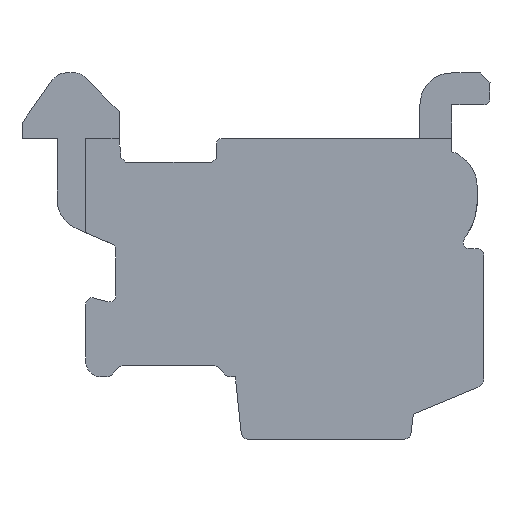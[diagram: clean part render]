
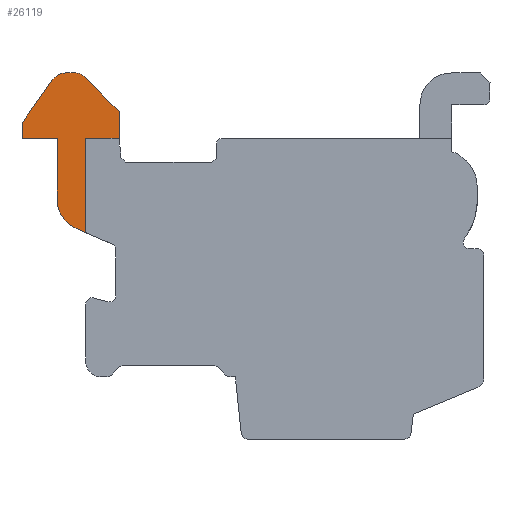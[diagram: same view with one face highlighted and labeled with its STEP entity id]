
A CAD part, front view. The second image highlights one B-rep face of the part: STEP entity #26119.
In plain terms, the highlighted planar face has unit normal (0, -1, 0).
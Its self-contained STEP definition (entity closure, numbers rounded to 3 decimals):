
#347=DIRECTION('',(0.916,0.,-0.401));
#348=VECTOR('',#347,0.328);
#349=CARTESIAN_POINT('',(-5.671,-112.9,
0.645));
#350=LINE('',#349,#348);
#6959=DIRECTION('',(-1.,0.,0.));
#6960=VECTOR('',#6959,1.1);
#6961=CARTESIAN_POINT('',(-6.27,-112.9,
3.476));
#6962=LINE('',#6961,#6960);
#7235=DIRECTION('',(0.,0.,1.));
#7236=VECTOR('',#7235,1.914);
#7237=CARTESIAN_POINT('',(-6.27,-112.9,
1.561));
#7238=LINE('',#7237,#7236);
#7553=CARTESIAN_POINT('',(-5.27,-112.9,
1.561));
#7554=DIRECTION('',(0.,1.,0.));
#7555=DIRECTION('',(-0.401,0.,-0.916));
#7556=AXIS2_PLACEMENT_3D('',#7553,#7554,#7555);
#7601=DIRECTION('',(0.,0.,-1.));
#7602=VECTOR('',#7601,0.845);
#7603=CARTESIAN_POINT('',(-4.32,-112.9,
4.32));
#7604=LINE('',#7603,#7602);
#8590=DIRECTION('',(0.,0.,1.));
#8591=VECTOR('',#8590,2.963);
#8592=CARTESIAN_POINT('',(-5.37,-112.9,
0.513));
#8593=LINE('',#8592,#8591);
#8598=CARTESIAN_POINT('',(-4.32,-112.9,
3.476));
#8599=CARTESIAN_POINT('',(-4.67,-112.9,
3.476));
#8600=CARTESIAN_POINT('',(-5.02,-112.9,
3.477));
#8601=CARTESIAN_POINT('',(-5.37,-112.9,
3.477));
#8855=DIRECTION('',(0.,0.,1.));
#8856=VECTOR('',#8855,0.475);
#8857=CARTESIAN_POINT('',(-7.37,-112.9,
3.475));
#8858=LINE('',#8857,#8856);
#9131=DIRECTION('',(0.575,0.,0.818));
#9132=VECTOR('',#9131,1.666);
#9133=CARTESIAN_POINT('',(-7.37,-112.9,
3.95));
#9134=LINE('',#9133,#9132);
#9449=CARTESIAN_POINT('',(-6.003,-112.9,
5.025));
#9450=DIRECTION('',(0.,1.,0.));
#9451=DIRECTION('',(-0.818,0.,0.575));
#9452=AXIS2_PLACEMENT_3D('',#9449,#9450,#9451);
#9729=DIRECTION('',(1.,0.,0.));
#9730=VECTOR('',#9729,0.312);
#9731=CARTESIAN_POINT('',(-6.003,-112.9,
5.525));
#9732=LINE('',#9731,#9730);
#10047=CARTESIAN_POINT('',(-5.691,-112.9,
5.125));
#10048=DIRECTION('',(0.,1.,0.));
#10049=DIRECTION('',(0.,0.,1.));
#10050=AXIS2_PLACEMENT_3D('',#10047,#10048,#10049);
#10327=DIRECTION('',(0.707,0.,-0.707));
#10328=VECTOR('',#10327,1.538);
#10329=CARTESIAN_POINT('',(-5.408,-112.9,
5.408));
#10330=LINE('',#10329,#10328);
#13597=CARTESIAN_POINT('',(-7.37,-112.9,
3.475));
#13598=CARTESIAN_POINT('',(-7.37,-112.9,
3.95));
#13599=VERTEX_POINT('',#13597);
#13600=VERTEX_POINT('',#13598);
#13601=CARTESIAN_POINT('',(-6.412,-112.9,
5.313));
#13602=VERTEX_POINT('',#13601);
#13603=CARTESIAN_POINT('',(-6.003,-112.9,
5.525));
#13604=VERTEX_POINT('',#13603);
#13605=CARTESIAN_POINT('',(-5.691,-112.9,
5.525));
#13606=VERTEX_POINT('',#13605);
#13607=CARTESIAN_POINT('',(-5.408,-112.9,
5.408));
#13608=VERTEX_POINT('',#13607);
#13609=CARTESIAN_POINT('',(-4.32,-112.9,
4.32));
#13610=VERTEX_POINT('',#13609);
#13611=CARTESIAN_POINT('',(-4.32,-112.9,
3.476));
#13612=VERTEX_POINT('',#13611);
#15465=CARTESIAN_POINT('',(-5.671,-112.9,
0.645));
#15466=CARTESIAN_POINT('',(-5.37,-112.9,
0.513));
#15467=VERTEX_POINT('',#15465);
#15468=VERTEX_POINT('',#15466);
#15471=CARTESIAN_POINT('',(-6.27,-112.9,
1.561));
#15472=VERTEX_POINT('',#15471);
#15473=CARTESIAN_POINT('',(-6.27,-112.9,
3.476));
#15474=VERTEX_POINT('',#15473);
#15475=CARTESIAN_POINT('',(-5.37,-112.9,
3.477));
#15477=VERTEX_POINT('',#15475);
#26093=CARTESIAN_POINT('',(7.33,-112.9,
3.475));
#26094=DIRECTION('',(0.,1.,0.));
#26095=DIRECTION('',(0.,0.,1.));
#26096=AXIS2_PLACEMENT_3D('',#26093,#26094,#26095);
#26097=PLANE('',#26096);
#26098=ORIENTED_EDGE('',*,*,#21508,.T.);
#26099=ORIENTED_EDGE('',*,*,#26069,.F.);
#26100=ORIENTED_EDGE('',*,*,#15761,.F.);
#26101=ORIENTED_EDGE('',*,*,#25376,.T.);
#26102=ORIENTED_EDGE('',*,*,#25057,.T.);
#26103=ORIENTED_EDGE('',*,*,#24715,.T.);
#26105=ORIENTED_EDGE('',*,*,#26104,.T.);
#26107=ORIENTED_EDGE('',*,*,#26106,.T.);
#26109=ORIENTED_EDGE('',*,*,#26108,.T.);
#26111=ORIENTED_EDGE('',*,*,#26110,.T.);
#26113=ORIENTED_EDGE('',*,*,#26112,.T.);
#26115=ORIENTED_EDGE('',*,*,#26114,.T.);
#26116=ORIENTED_EDGE('',*,*,#25470,.T.);
#26117=EDGE_LOOP('',(#26098,#26099,#26100,#26101,#26102,#26103,#26105,#26107,
#26109,#26111,#26113,#26115,#26116));
#26118=FACE_OUTER_BOUND('',#26117,.F.);
#26119=ADVANCED_FACE('',(#26118),#26097,.F.);
#7557=CIRCLE('',#7556,1.);
#8602=B_SPLINE_CURVE_WITH_KNOTS('',3,(#8598,#8599,#8600,#8601),.UNSPECIFIED.,
.F.,.F.,(4,4),(0.,1.),.UNSPECIFIED.);
#9453=CIRCLE('',#9452,0.5);
#10051=CIRCLE('',#10050,0.4);
#15761=EDGE_CURVE('',#15467,#15468,#350,.T.);
#21508=EDGE_CURVE('',#13612,#15477,#8602,.T.);
#24715=EDGE_CURVE('',#15474,#13599,#6962,.T.);
#25057=EDGE_CURVE('',#15472,#15474,#7238,.T.);
#25376=EDGE_CURVE('',#15467,#15472,#7557,.T.);
#25470=EDGE_CURVE('',#13610,#13612,#7604,.T.);
#26069=EDGE_CURVE('',#15468,#15477,#8593,.T.);
#26104=EDGE_CURVE('',#13599,#13600,#8858,.T.);
#26106=EDGE_CURVE('',#13600,#13602,#9134,.T.);
#26108=EDGE_CURVE('',#13602,#13604,#9453,.T.);
#26110=EDGE_CURVE('',#13604,#13606,#9732,.T.);
#26112=EDGE_CURVE('',#13606,#13608,#10051,.T.);
#26114=EDGE_CURVE('',#13608,#13610,#10330,.T.);
